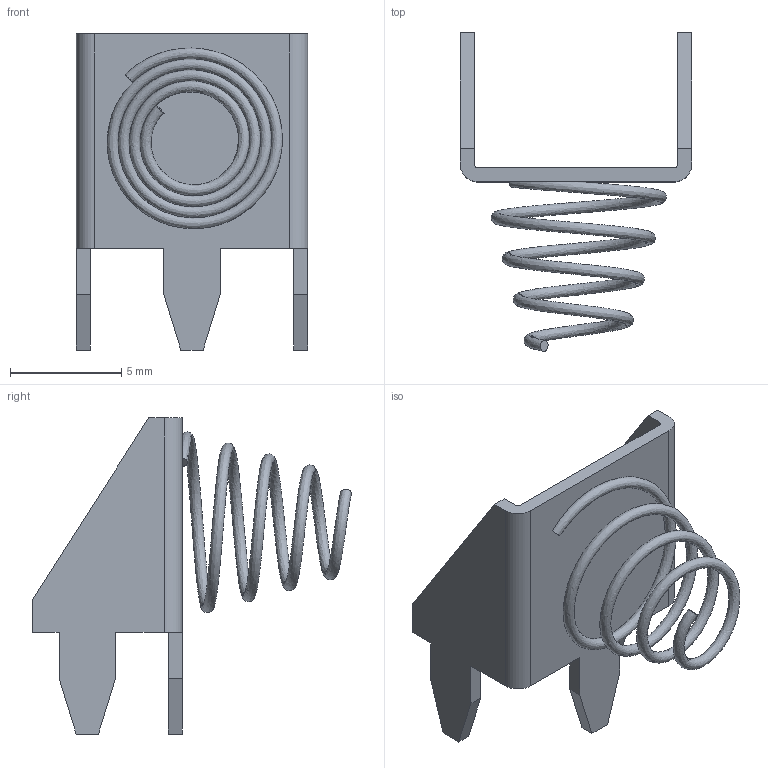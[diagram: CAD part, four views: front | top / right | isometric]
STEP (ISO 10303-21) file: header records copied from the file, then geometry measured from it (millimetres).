
FILE_DESCRIPTION( ( '' ), ' ' );
FILE_NAME( '5a74976e8a28940efcace356.step', '2018-02-02T16:53:03', ( '' ), ( '' ), ' ', ' ', ' ' );
FILE_SCHEMA( ( 'AUTOMOTIVE_DESIGN { 1 0 10303 214 1 1 1 1 }' ) );
Length unit declared in the file: metre
Products named in the file (1): Open CASCADE STEP translator 6.8 1
Bounding box: 10.41 x 14.35 x 14.22 mm (x, y, z)
Volume: 141.1 mm3; surface area: 568.1 mm2
Topology: 1 solids, 1 shells, 37 faces, 101 edges, 67 vertices
Faces by surface type: plane 32, cylinder 4, bspline 1
Entity records: 2893 total; most frequent: CARTESIAN_POINT 1140, ORIENTED_EDGE 200, DIRECTION 183, STYLED_ITEM 137, PRESENTATION_STYLE_ASSIGNMENT 137, COLOUR_RGB 137, EDGE_CURVE 100, CURVE_STYLE 100
